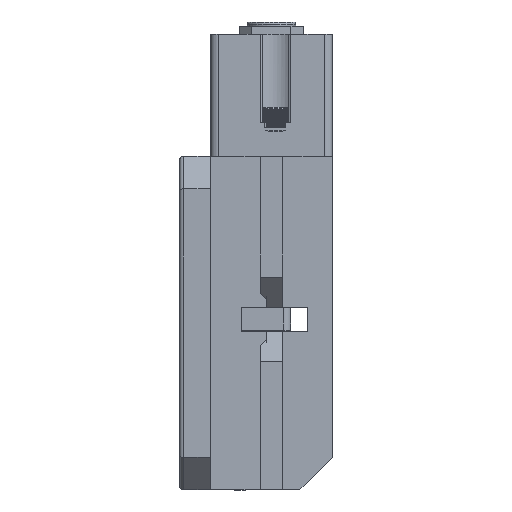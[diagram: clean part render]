
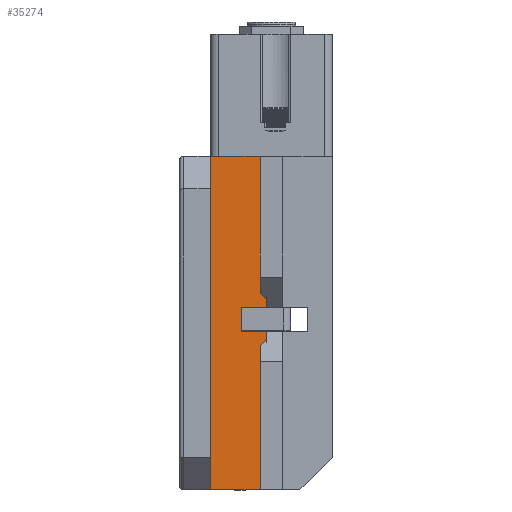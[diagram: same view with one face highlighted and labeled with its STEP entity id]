
A CAD part, front view. The second image highlights one B-rep face of the part: STEP entity #35274.
In plain terms, the highlighted face is planar.
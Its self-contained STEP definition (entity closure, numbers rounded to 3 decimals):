
#2297=PLANE('',#37634);
#3824=FACE_OUTER_BOUND('',#5776,.T.);
#5776=EDGE_LOOP('',(#27179,#27180,#27181,#27182,#27183,#27184,#27185,#27186));
#8442=LINE('',#54225,#12075);
#8476=LINE('',#54308,#12109);
#8482=LINE('',#54322,#12115);
#8489=LINE('',#54336,#12122);
#8494=LINE('',#54375,#12127);
#8495=LINE('',#54377,#12128);
#8496=LINE('',#54379,#12129);
#8497=LINE('',#54380,#12130);
#12075=VECTOR('',#42351,1000.);
#12109=VECTOR('',#42415,10.);
#12115=VECTOR('',#42425,10.);
#12122=VECTOR('',#42438,10.);
#12127=VECTOR('',#42451,1000.);
#12128=VECTOR('',#42452,1000.);
#12129=VECTOR('',#42453,1000.);
#12130=VECTOR('',#42454,1000.);
#16500=VERTEX_POINT('',#54222);
#16501=VERTEX_POINT('',#54224);
#16534=VERTEX_POINT('',#54305);
#16535=VERTEX_POINT('',#54307);
#16541=VERTEX_POINT('',#54321);
#16545=VERTEX_POINT('',#54335);
#16552=VERTEX_POINT('',#54376);
#16553=VERTEX_POINT('',#54378);
#20527=EDGE_CURVE('',#16500,#16501,#8442,.T.);
#20568=EDGE_CURVE('',#16535,#16534,#8476,.T.);
#20575=EDGE_CURVE('',#16541,#16535,#8482,.T.);
#20583=EDGE_CURVE('',#16545,#16541,#8489,.T.);
#20592=EDGE_CURVE('',#16534,#16501,#8494,.T.);
#20593=EDGE_CURVE('',#16552,#16500,#8495,.T.);
#20594=EDGE_CURVE('',#16553,#16552,#8496,.T.);
#20595=EDGE_CURVE('',#16553,#16545,#8497,.T.);
#27179=ORIENTED_EDGE('',*,*,#20583,.T.);
#27180=ORIENTED_EDGE('',*,*,#20575,.T.);
#27181=ORIENTED_EDGE('',*,*,#20568,.T.);
#27182=ORIENTED_EDGE('',*,*,#20592,.T.);
#27183=ORIENTED_EDGE('',*,*,#20527,.F.);
#27184=ORIENTED_EDGE('',*,*,#20593,.F.);
#27185=ORIENTED_EDGE('',*,*,#20594,.F.);
#27186=ORIENTED_EDGE('',*,*,#20595,.T.);
#35274=ADVANCED_FACE('',(#3824),#2297,.T.);
#37634=AXIS2_PLACEMENT_3D('',#54374,#42449,#42450);
#42351=DIRECTION('',(0.,-1.,0.));
#42415=DIRECTION('',(0.,-1.,0.));
#42425=DIRECTION('',(1.,0.,0.));
#42438=DIRECTION('',(0.,1.,0.));
#42449=DIRECTION('center_axis',(0.,0.,1.));
#42450=DIRECTION('ref_axis',(0.,-1.,0.));
#42451=DIRECTION('',(1.,0.,0.));
#42452=DIRECTION('',(1.,0.,0.));
#42453=DIRECTION('',(0.,1.,0.));
#42454=DIRECTION('',(1.,0.,0.));
#54222=CARTESIAN_POINT('',(41.,1.6,-9.6));
#54224=CARTESIAN_POINT('',(41.,-5.275,-9.6));
#54225=CARTESIAN_POINT('',(41.,1.6,-9.6));
#54305=CARTESIAN_POINT('',(22.45,-5.275,-9.6));
#54307=CARTESIAN_POINT('',(22.45,-2.275,-9.6));
#54308=CARTESIAN_POINT('',(22.45,-4.337,-9.6));
#54321=CARTESIAN_POINT('',(19.45,-2.275,-9.6));
#54322=CARTESIAN_POINT('',(11.225,-2.275,-9.6));
#54335=CARTESIAN_POINT('',(19.45,-5.275,-9.6));
#54336=CARTESIAN_POINT('',(19.45,-0.337,-9.6));
#54374=CARTESIAN_POINT('Origin',(0.,1.6,-9.6));
#54375=CARTESIAN_POINT('',(-1.904,-5.275,-9.6));
#54376=CARTESIAN_POINT('',(0.,1.6,-9.6));
#54377=CARTESIAN_POINT('',(0.,1.6,-9.6));
#54378=CARTESIAN_POINT('',(0.,-5.275,-9.6));
#54379=CARTESIAN_POINT('',(0.,1.6,-9.6));
#54380=CARTESIAN_POINT('',(-1.904,-5.275,-9.6));
